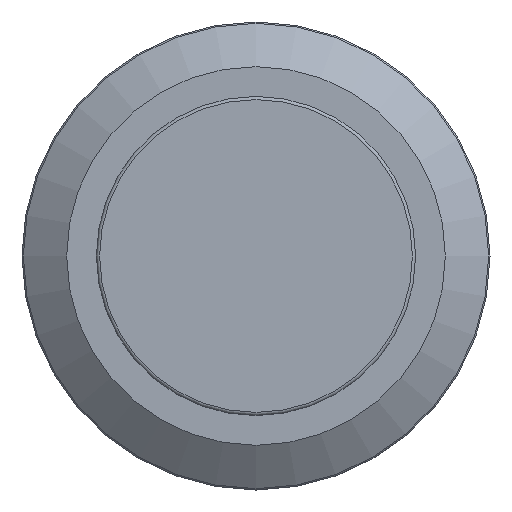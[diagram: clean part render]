
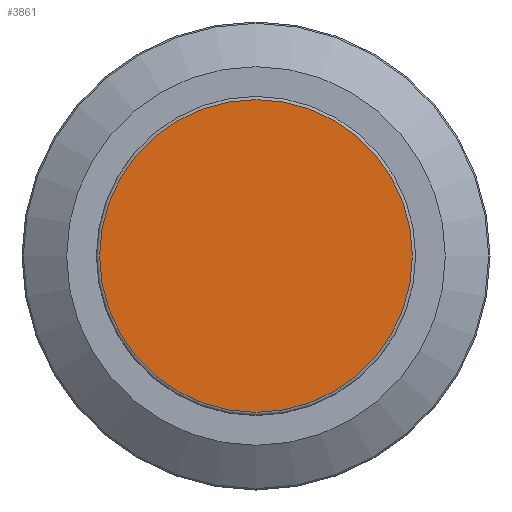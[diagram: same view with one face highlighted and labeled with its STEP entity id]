
A CAD part, left-side view. The second image highlights one B-rep face of the part: STEP entity #3861.
In plain terms, the highlighted planar face has unit normal (-1, 0, 0).
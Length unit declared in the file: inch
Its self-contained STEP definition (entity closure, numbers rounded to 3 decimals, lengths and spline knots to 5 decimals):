
#876=FACE_OUTER_BOUND('',#1099,.T.);
#1099=EDGE_LOOP('',(#2545));
#1334=CIRCLE('',#4105,0.28937);
#1558=VERTEX_POINT('',#5821);
#1939=EDGE_CURVE('',#1558,#1558,#1334,.T.);
#2545=ORIENTED_EDGE('',*,*,#1939,.F.);
#3757=PLANE('',#4104);
#3861=ADVANCED_FACE('',(#876),#3757,.F.);
#4104=AXIS2_PLACEMENT_3D('',#5820,#4561,#4562);
#4105=AXIS2_PLACEMENT_3D('',#5822,#4563,#4564);
#4561=DIRECTION('center_axis',(1.,0.,0.));
#4562=DIRECTION('ref_axis',(0.,0.,1.));
#4563=DIRECTION('center_axis',(1.,0.,0.));
#4564=DIRECTION('ref_axis',(0.,0.,1.));
#5820=CARTESIAN_POINT('Origin',(-0.07874,0.,0.));
#5821=CARTESIAN_POINT('',(-0.07874,0.,-0.28937));
#5822=CARTESIAN_POINT('Origin',(-0.07874,0.,0.));
